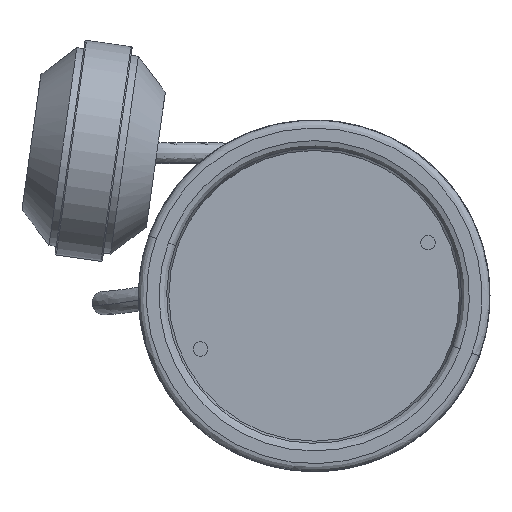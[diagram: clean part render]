
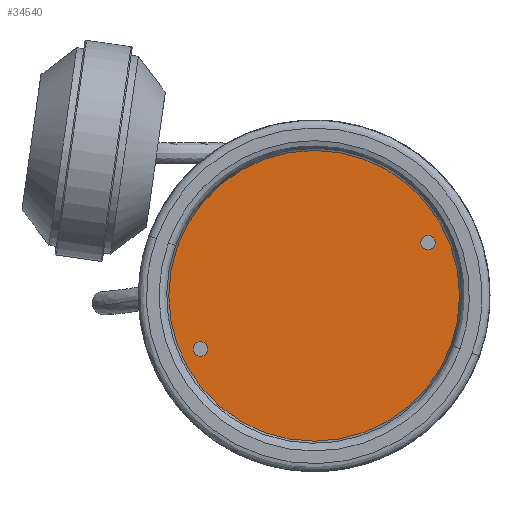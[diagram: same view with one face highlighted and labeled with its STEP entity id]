
A CAD part, front view. The second image highlights one B-rep face of the part: STEP entity #34540.
In plain terms, the highlighted planar face has unit normal (0, -1, 0).
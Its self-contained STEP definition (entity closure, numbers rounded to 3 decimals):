
#169 = CIRCLE ( 'NONE', #19250, 55. ) ;
#399 = ORIENTED_EDGE ( 'NONE', *, *, #45226, .F. ) ;
#3384 = VERTEX_POINT ( 'NONE', #18531 ) ;
#3666 = VERTEX_POINT ( 'NONE', #23697 ) ;
#5017 = DIRECTION ( 'NONE',  ( 0., -1., 0. ) ) ;
#5019 = EDGE_CURVE ( 'NONE', #41465, #44719, #55574, .T. ) ;
#5867 = DIRECTION ( 'NONE',  ( 1., 0., 0. ) ) ;
#7936 = ORIENTED_EDGE ( 'NONE', *, *, #62256, .F. ) ;
#9171 = ORIENTED_EDGE ( 'NONE', *, *, #5019, .F. ) ;
#10654 = DIRECTION ( 'NONE',  ( 0., -1., 0. ) ) ;
#10887 = DIRECTION ( 'NONE',  ( 0., 0., -1. ) ) ;
#11136 = EDGE_LOOP ( 'NONE', ( #22116, #9171 ) ) ;
#12460 = CARTESIAN_POINT ( 'NONE',  ( -110., 5.2, -110. ) ) ;
#15492 = CARTESIAN_POINT ( 'NONE',  ( -33.588, 5.2, -33.588 ) ) ;
#17510 = VERTEX_POINT ( 'NONE', #55477 ) ;
#18531 = CARTESIAN_POINT ( 'NONE',  ( 0., 5.2, 55. ) ) ;
#19214 = VERTEX_POINT ( 'NONE', #63395 ) ;
#19250 = AXIS2_PLACEMENT_3D ( 'NONE', #54234, #59176, #10887 ) ;
#20360 = CIRCLE ( 'NONE', #23712, 2.75 ) ;
#21209 = DIRECTION ( 'NONE',  ( 0., 0., -1. ) ) ;
#21484 = DIRECTION ( 'NONE',  ( 1., 0., 0. ) ) ;
#22068 = CIRCLE ( 'NONE', #61420, 55. ) ;
#22116 = ORIENTED_EDGE ( 'NONE', *, *, #50474, .F. ) ;
#23610 = DIRECTION ( 'NONE',  ( 0., -1., 0. ) ) ;
#23697 = CARTESIAN_POINT ( 'NONE',  ( 36.338, 5.2, 33.588 ) ) ;
#23712 = AXIS2_PLACEMENT_3D ( 'NONE', #31456, #10654, #52944 ) ;
#25740 = EDGE_LOOP ( 'NONE', ( #399, #7936 ) ) ;
#28360 = CIRCLE ( 'NONE', #67732, 2.75 ) ;
#29036 = FACE_BOUND ( 'NONE', #25740, .T. ) ;
#29376 = DIRECTION ( 'NONE',  ( 0., 0., 1. ) ) ;
#29675 = AXIS2_PLACEMENT_3D ( 'NONE', #15492, #57790, #21484 ) ;
#29750 = ORIENTED_EDGE ( 'NONE', *, *, #35713, .T. ) ;
#30967 = EDGE_CURVE ( 'NONE', #3384, #19214, #22068, .T. ) ;
#31232 = EDGE_LOOP ( 'NONE', ( #29750, #34624 ) ) ;
#31456 = CARTESIAN_POINT ( 'NONE',  ( 33.588, 5.2, 33.588 ) ) ;
#31958 = DIRECTION ( 'NONE',  ( 0., -1., 0. ) ) ;
#33189 = CARTESIAN_POINT ( 'NONE',  ( 33.588, 5.2, 33.588 ) ) ;
#34540 = ADVANCED_FACE ( 'NONE', ( #29036, #55467, #66375 ), #61439, .F. ) ;
#34624 = ORIENTED_EDGE ( 'NONE', *, *, #30967, .T. ) ;
#34663 = DIRECTION ( 'NONE',  ( 0., 1., 0. ) ) ;
#35351 = AXIS2_PLACEMENT_3D ( 'NONE', #59437, #31958, #5867 ) ;
#35713 = EDGE_CURVE ( 'NONE', #19214, #3384, #169, .T. ) ;
#41465 = VERTEX_POINT ( 'NONE', #68633 ) ;
#44719 = VERTEX_POINT ( 'NONE', #55596 ) ;
#45226 = EDGE_CURVE ( 'NONE', #3666, #17510, #28360, .T. ) ;
#47750 = CIRCLE ( 'NONE', #35351, 2.75 ) ;
#50474 = EDGE_CURVE ( 'NONE', #44719, #41465, #47750, .T. ) ;
#52944 = DIRECTION ( 'NONE',  ( 1., 0., 0. ) ) ;
#54234 = CARTESIAN_POINT ( 'NONE',  ( 0., 5.2, 0. ) ) ;
#55467 = FACE_BOUND ( 'NONE', #11136, .T. ) ;
#55477 = CARTESIAN_POINT ( 'NONE',  ( 30.838, 5.2, 33.588 ) ) ;
#55574 = CIRCLE ( 'NONE', #29675, 2.75 ) ;
#55596 = CARTESIAN_POINT ( 'NONE',  ( -30.838, 5.2, -33.588 ) ) ;
#57790 = DIRECTION ( 'NONE',  ( 0., -1., 0. ) ) ;
#59176 = DIRECTION ( 'NONE',  ( 0., -1., 0. ) ) ;
#59437 = CARTESIAN_POINT ( 'NONE',  ( -33.588, 5.2, -33.588 ) ) ;
#61420 = AXIS2_PLACEMENT_3D ( 'NONE', #69493, #5017, #21209 ) ;
#61439 = PLANE ( 'NONE',  #64265 ) ;
#62256 = EDGE_CURVE ( 'NONE', #17510, #3666, #20360, .T. ) ;
#63395 = CARTESIAN_POINT ( 'NONE',  ( 0., 5.2, -55. ) ) ;
#64265 = AXIS2_PLACEMENT_3D ( 'NONE', #12460, #34663, #29376 ) ;
#65243 = DIRECTION ( 'NONE',  ( 1., 0., 0. ) ) ;
#66375 = FACE_OUTER_BOUND ( 'NONE', #31232, .T. ) ;
#67732 = AXIS2_PLACEMENT_3D ( 'NONE', #33189, #23610, #65243 ) ;
#68633 = CARTESIAN_POINT ( 'NONE',  ( -36.338, 5.2, -33.588 ) ) ;
#69493 = CARTESIAN_POINT ( 'NONE',  ( 0., 5.2, 0. ) ) ;
